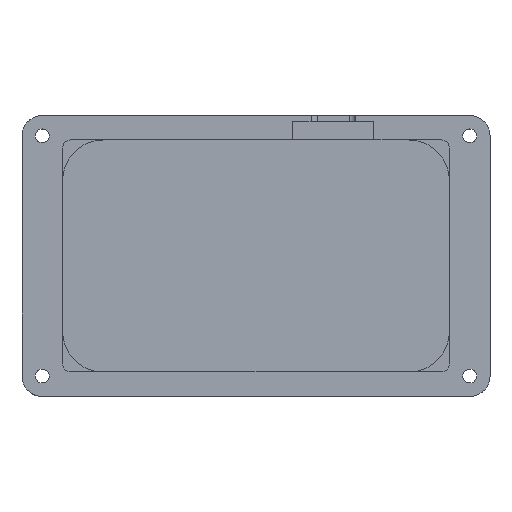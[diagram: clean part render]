
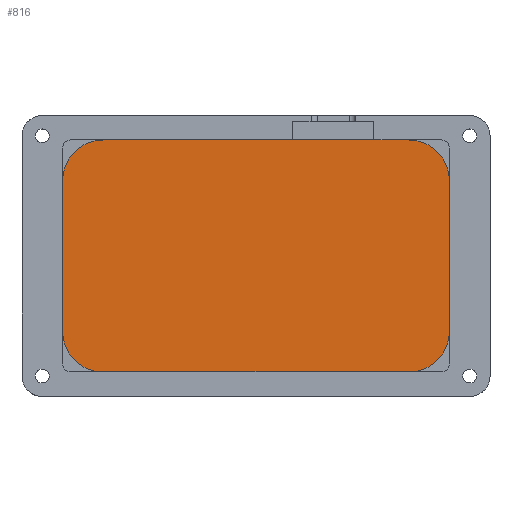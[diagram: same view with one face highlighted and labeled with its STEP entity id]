
A CAD part, top view. The second image highlights one B-rep face of the part: STEP entity #816.
In plain terms, the highlighted planar face has unit normal (0, 0, 1).
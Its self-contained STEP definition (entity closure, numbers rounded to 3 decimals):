
#37=PLANE('',#879);
#62=FACE_OUTER_BOUND('',#108,.T.);
#108=EDGE_LOOP('',(#567,#568,#569,#570,#571,#572,#573,#574));
#167=LINE('',#1239,#243);
#173=LINE('',#1251,#249);
#174=LINE('',#1255,#250);
#175=LINE('',#1259,#251);
#243=VECTOR('',#981,10.);
#249=VECTOR('',#989,10.);
#250=VECTOR('',#992,10.);
#251=VECTOR('',#995,10.);
#315=CIRCLE('',#874,10.);
#318=CIRCLE('',#880,10.);
#319=CIRCLE('',#881,10.);
#320=CIRCLE('',#882,10.);
#351=VERTEX_POINT('',#1223);
#352=VERTEX_POINT('',#1224);
#357=VERTEX_POINT('',#1238);
#362=VERTEX_POINT('',#1250);
#363=VERTEX_POINT('',#1252);
#364=VERTEX_POINT('',#1254);
#365=VERTEX_POINT('',#1256);
#366=VERTEX_POINT('',#1258);
#431=EDGE_CURVE('',#351,#352,#315,.T.);
#438=EDGE_CURVE('',#357,#351,#167,.T.);
#444=EDGE_CURVE('',#352,#362,#173,.T.);
#445=EDGE_CURVE('',#362,#363,#318,.T.);
#446=EDGE_CURVE('',#363,#364,#174,.T.);
#447=EDGE_CURVE('',#364,#365,#319,.T.);
#448=EDGE_CURVE('',#365,#366,#175,.T.);
#449=EDGE_CURVE('',#366,#357,#320,.T.);
#567=ORIENTED_EDGE('',*,*,#431,.T.);
#568=ORIENTED_EDGE('',*,*,#444,.T.);
#569=ORIENTED_EDGE('',*,*,#445,.T.);
#570=ORIENTED_EDGE('',*,*,#446,.T.);
#571=ORIENTED_EDGE('',*,*,#447,.T.);
#572=ORIENTED_EDGE('',*,*,#448,.T.);
#573=ORIENTED_EDGE('',*,*,#449,.T.);
#574=ORIENTED_EDGE('',*,*,#438,.T.);
#816=ADVANCED_FACE('',(#62),#37,.F.);
#874=AXIS2_PLACEMENT_3D('',#1225,#967,#968);
#879=AXIS2_PLACEMENT_3D('',#1249,#987,#988);
#880=AXIS2_PLACEMENT_3D('',#1253,#990,#991);
#881=AXIS2_PLACEMENT_3D('',#1257,#993,#994);
#882=AXIS2_PLACEMENT_3D('',#1260,#996,#997);
#967=DIRECTION('center_axis',(0.,0.,1.));
#968=DIRECTION('ref_axis',(-1.,0.,0.));
#981=DIRECTION('',(1.,0.,0.));
#987=DIRECTION('center_axis',(0.,0.,-1.));
#988=DIRECTION('ref_axis',(1.,0.,0.));
#989=DIRECTION('',(0.,1.,0.));
#990=DIRECTION('center_axis',(0.,0.,1.));
#991=DIRECTION('ref_axis',(-1.,0.,0.));
#992=DIRECTION('',(-1.,0.,0.));
#993=DIRECTION('center_axis',(0.,0.,1.));
#994=DIRECTION('ref_axis',(-1.,0.,0.));
#995=DIRECTION('',(0.,-1.,0.));
#996=DIRECTION('center_axis',(0.,0.,1.));
#997=DIRECTION('ref_axis',(-1.,0.,0.));
#1223=CARTESIAN_POINT('',(56.675,-28.575,-12.));
#1224=CARTESIAN_POINT('',(66.675,-18.575,-12.));
#1225=CARTESIAN_POINT('Origin',(56.675,-18.575,-12.));
#1238=CARTESIAN_POINT('',(-18.575,-28.575,-12.));
#1239=CARTESIAN_POINT('',(-26.575,-28.575,-12.));
#1249=CARTESIAN_POINT('Origin',(19.05,0.,-12.));
#1250=CARTESIAN_POINT('',(66.675,18.575,-12.));
#1251=CARTESIAN_POINT('',(66.675,-26.575,-12.));
#1252=CARTESIAN_POINT('',(56.675,28.575,-12.));
#1253=CARTESIAN_POINT('Origin',(56.675,18.575,-12.));
#1254=CARTESIAN_POINT('',(-18.575,28.575,-12.));
#1255=CARTESIAN_POINT('',(64.675,28.575,-12.));
#1256=CARTESIAN_POINT('',(-28.575,18.575,-12.));
#1257=CARTESIAN_POINT('Origin',(-18.575,18.575,-12.));
#1258=CARTESIAN_POINT('',(-28.575,-18.575,-12.));
#1259=CARTESIAN_POINT('',(-28.575,26.575,-12.));
#1260=CARTESIAN_POINT('Origin',(-18.575,-18.575,-12.));
